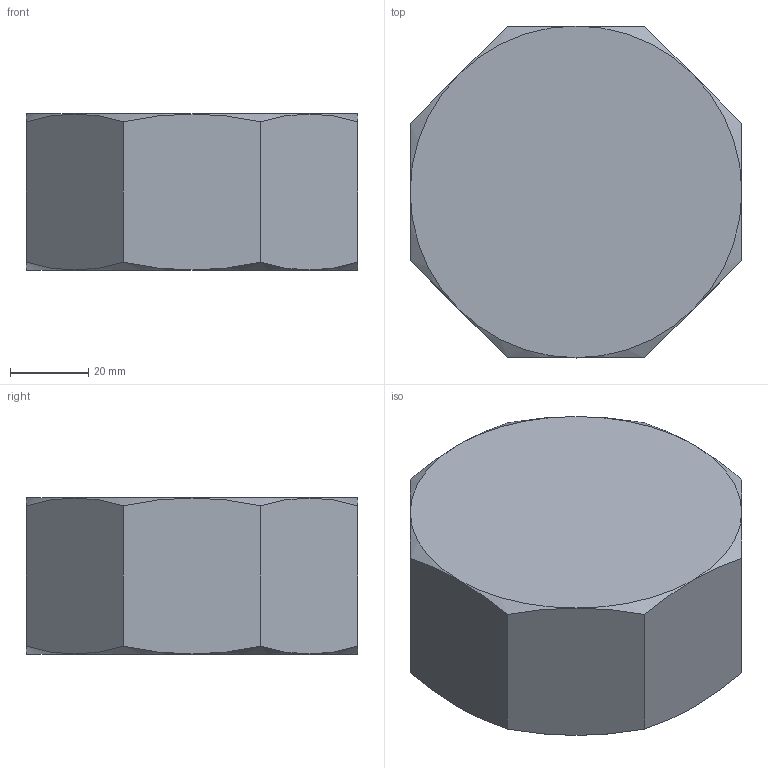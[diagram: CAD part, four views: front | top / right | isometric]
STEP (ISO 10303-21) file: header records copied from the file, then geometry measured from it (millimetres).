
FILE_DESCRIPTION (( 'STEP AP203' ), '1' );
FILE_NAME ('11-0231-10_outokumpu.step', '2015-08-11T13:56:54', ( '' ), ( '' ), 'SwSTEP 2.0', 'SolidWorks 2008', '' );
FILE_SCHEMA (( 'CONFIG_CONTROL_DESIGN' ));
Length unit declared in the file: millimetre
Products named in the file (1): 11-0231-10_outokumpu
Bounding box: 85 x 85 x 40 mm (x, y, z)
Volume: 92531.1 mm3; surface area: 30742.4 mm2
Topology: 1 solids, 1 shells, 29 faces, 62 edges, 36 vertices
Faces by surface type: cone 16, plane 11, cylinder 2
Entity records: 989 total; most frequent: CARTESIAN_POINT 336, ORIENTED_EDGE 124, DIRECTION 110, EDGE_CURVE 62, AXIS2_PLACEMENT_3D 50, VERTEX_POINT 36, B_SPLINE_CURVE_WITH_KNOTS 32, EDGE_LOOP 30
